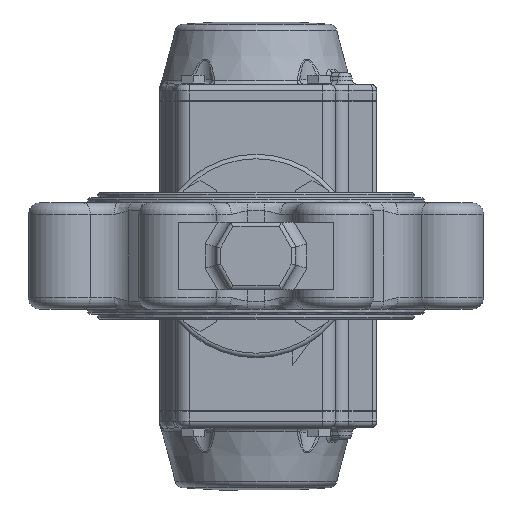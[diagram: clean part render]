
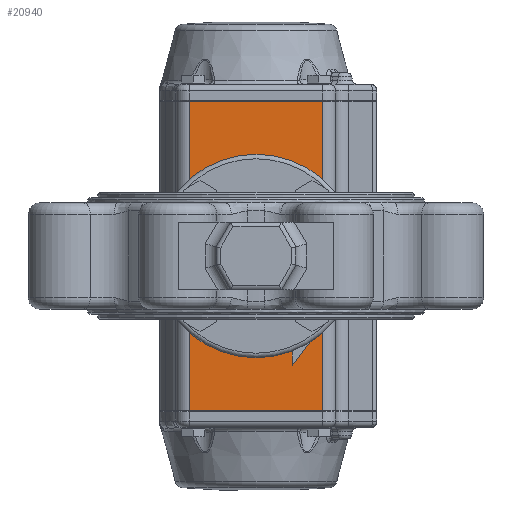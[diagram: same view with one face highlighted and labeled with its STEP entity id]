
A CAD part, front view. The second image highlights one B-rep face of the part: STEP entity #20940.
In plain terms, the highlighted planar face has unit normal (0, -1, 0).
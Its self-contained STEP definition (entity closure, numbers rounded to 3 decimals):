
#568=PLANE('',#23092);
#1909=LINE('',#37000,#3123);
#1916=LINE('',#37033,#3130);
#1945=LINE('',#37135,#3159);
#1946=LINE('',#37137,#3160);
#3123=VECTOR('',#26760,1000.);
#3130=VECTOR('',#26787,1000.);
#3159=VECTOR('',#26888,1000.);
#3160=VECTOR('',#26891,1000.);
#6444=ORIENTED_EDGE('',*,*,#11580,.F.);
#6445=ORIENTED_EDGE('',*,*,#11648,.F.);
#6446=ORIENTED_EDGE('',*,*,#11596,.T.);
#6447=ORIENTED_EDGE('',*,*,#11649,.T.);
#6448=ORIENTED_EDGE('',*,*,#11222,.F.);
#6449=ORIENTED_EDGE('',*,*,#11220,.F.);
#6450=ORIENTED_EDGE('',*,*,#11218,.F.);
#6451=ORIENTED_EDGE('',*,*,#11216,.F.);
#6452=ORIENTED_EDGE('',*,*,#11214,.F.);
#6453=ORIENTED_EDGE('',*,*,#11212,.F.);
#6454=ORIENTED_EDGE('',*,*,#11210,.F.);
#6455=ORIENTED_EDGE('',*,*,#11208,.F.);
#6456=ORIENTED_EDGE('',*,*,#11206,.T.);
#11206=EDGE_CURVE('',#14086,#14086,#15955,.T.);
#11208=EDGE_CURVE('',#14089,#14089,#15957,.T.);
#11210=EDGE_CURVE('',#14092,#14092,#15959,.T.);
#11212=EDGE_CURVE('',#14095,#14095,#15961,.T.);
#11214=EDGE_CURVE('',#14098,#14098,#15963,.T.);
#11216=EDGE_CURVE('',#14101,#14101,#15965,.T.);
#11218=EDGE_CURVE('',#14104,#14104,#15967,.T.);
#11220=EDGE_CURVE('',#14107,#14107,#15969,.T.);
#11222=EDGE_CURVE('',#14110,#14110,#15971,.T.);
#11580=EDGE_CURVE('',#14343,#14344,#1909,.T.);
#11596=EDGE_CURVE('',#14360,#14359,#1916,.T.);
#11648=EDGE_CURVE('',#14360,#14343,#1945,.T.);
#11649=EDGE_CURVE('',#14359,#14344,#1946,.T.);
#14086=VERTEX_POINT('',#34281);
#14089=VERTEX_POINT('',#34288);
#14092=VERTEX_POINT('',#34295);
#14095=VERTEX_POINT('',#34302);
#14098=VERTEX_POINT('',#34309);
#14101=VERTEX_POINT('',#34316);
#14104=VERTEX_POINT('',#34323);
#14107=VERTEX_POINT('',#34330);
#14110=VERTEX_POINT('',#34337);
#14343=VERTEX_POINT('',#36999);
#14344=VERTEX_POINT('',#37001);
#14359=VERTEX_POINT('',#37032);
#14360=VERTEX_POINT('',#37034);
#15955=CIRCLE('',#22708,16.5);
#15957=CIRCLE('',#22712,2.5);
#15959=CIRCLE('',#22716,2.5);
#15961=CIRCLE('',#22720,2.5);
#15963=CIRCLE('',#22724,2.5);
#15965=CIRCLE('',#22728,3.4);
#15967=CIRCLE('',#22732,3.4);
#15969=CIRCLE('',#22736,3.4);
#15971=CIRCLE('',#22740,3.4);
#17510=EDGE_LOOP('',(#6444,#6445,#6446,#6447));
#17511=EDGE_LOOP('',(#6448));
#17512=EDGE_LOOP('',(#6449));
#17513=EDGE_LOOP('',(#6450));
#17514=EDGE_LOOP('',(#6451));
#17515=EDGE_LOOP('',(#6452));
#17516=EDGE_LOOP('',(#6453));
#17517=EDGE_LOOP('',(#6454));
#17518=EDGE_LOOP('',(#6455));
#17519=EDGE_LOOP('',(#6456));
#19201=FACE_BOUND('',#17510,.T.);
#19202=FACE_BOUND('',#17511,.T.);
#19203=FACE_BOUND('',#17512,.T.);
#19204=FACE_BOUND('',#17513,.T.);
#19205=FACE_BOUND('',#17514,.T.);
#19206=FACE_BOUND('',#17515,.T.);
#19207=FACE_BOUND('',#17516,.T.);
#19208=FACE_BOUND('',#17517,.T.);
#19209=FACE_BOUND('',#17518,.T.);
#19210=FACE_BOUND('',#17519,.T.);
#20940=ADVANCED_FACE('',(#19201,#19202,#19203,#19204,#19205,#19206,#19207,
#19208,#19209,#19210),#568,.T.);
#22708=AXIS2_PLACEMENT_3D('',#34280,#25966,#25967);
#22712=AXIS2_PLACEMENT_3D('',#34287,#25974,#25975);
#22716=AXIS2_PLACEMENT_3D('',#34294,#25982,#25983);
#22720=AXIS2_PLACEMENT_3D('',#34301,#25990,#25991);
#22724=AXIS2_PLACEMENT_3D('',#34308,#25998,#25999);
#22728=AXIS2_PLACEMENT_3D('',#34315,#26006,#26007);
#22732=AXIS2_PLACEMENT_3D('',#34322,#26014,#26015);
#22736=AXIS2_PLACEMENT_3D('',#34329,#26022,#26023);
#22740=AXIS2_PLACEMENT_3D('',#34336,#26030,#26031);
#23092=AXIS2_PLACEMENT_3D('',#37136,#26889,#26890);
#25966=DIRECTION('',(0.,1.,0.));
#25967=DIRECTION('',(0.,0.,-1.));
#25974=DIRECTION('',(0.,-1.,0.));
#25975=DIRECTION('',(0.,0.,-1.));
#25982=DIRECTION('',(0.,-1.,0.));
#25983=DIRECTION('',(0.,0.,-1.));
#25990=DIRECTION('',(0.,-1.,0.));
#25991=DIRECTION('',(0.,0.,-1.));
#25998=DIRECTION('',(0.,-1.,0.));
#25999=DIRECTION('',(0.,0.,-1.));
#26006=DIRECTION('',(0.,-1.,0.));
#26007=DIRECTION('',(0.,0.,-1.));
#26014=DIRECTION('',(0.,-1.,0.));
#26015=DIRECTION('',(0.,0.,-1.));
#26022=DIRECTION('',(0.,-1.,0.));
#26023=DIRECTION('',(0.,0.,-1.));
#26030=DIRECTION('',(0.,-1.,0.));
#26031=DIRECTION('',(0.,0.,-1.));
#26760=DIRECTION('',(-1.,0.,0.));
#26787=DIRECTION('',(-1.,0.,0.));
#26888=DIRECTION('',(0.,0.,-1.));
#26889=DIRECTION('',(0.,-1.,0.));
#26890=DIRECTION('',(0.,0.,-1.));
#26891=DIRECTION('',(0.,0.,-1.));
#34280=CARTESIAN_POINT('',(0.,-51.5,0.));
#34281=CARTESIAN_POINT('',(0.,-51.5,-16.5));
#34287=CARTESIAN_POINT('',(-17.678,-51.5,-17.678));
#34288=CARTESIAN_POINT('',(-17.678,-51.5,-20.178));
#34294=CARTESIAN_POINT('',(17.678,-51.5,-17.678));
#34295=CARTESIAN_POINT('',(17.678,-51.5,-20.178));
#34301=CARTESIAN_POINT('',(17.678,-51.5,17.678));
#34302=CARTESIAN_POINT('',(17.678,-51.5,15.178));
#34308=CARTESIAN_POINT('',(-17.678,-51.5,17.678));
#34309=CARTESIAN_POINT('',(-17.678,-51.5,15.178));
#34315=CARTESIAN_POINT('',(-24.749,-51.5,-24.749));
#34316=CARTESIAN_POINT('',(-24.749,-51.5,-28.149));
#34322=CARTESIAN_POINT('',(24.749,-51.5,-24.749));
#34323=CARTESIAN_POINT('',(24.749,-51.5,-28.149));
#34329=CARTESIAN_POINT('',(24.749,-51.5,24.749));
#34330=CARTESIAN_POINT('',(24.749,-51.5,21.349));
#34336=CARTESIAN_POINT('',(-24.749,-51.5,24.749));
#34337=CARTESIAN_POINT('',(-24.749,-51.5,21.349));
#36999=CARTESIAN_POINT('',(29.474,-51.5,-68.5));
#37000=CARTESIAN_POINT('',(29.474,-51.5,-68.5));
#37001=CARTESIAN_POINT('',(-29.474,-51.5,-68.5));
#37032=CARTESIAN_POINT('',(-29.474,-51.5,68.5));
#37033=CARTESIAN_POINT('',(29.474,-51.5,68.5));
#37034=CARTESIAN_POINT('',(29.474,-51.5,68.5));
#37135=CARTESIAN_POINT('',(29.474,-51.5,68.5));
#37136=CARTESIAN_POINT('',(29.474,-51.5,68.5));
#37137=CARTESIAN_POINT('',(-29.474,-51.5,68.5));
